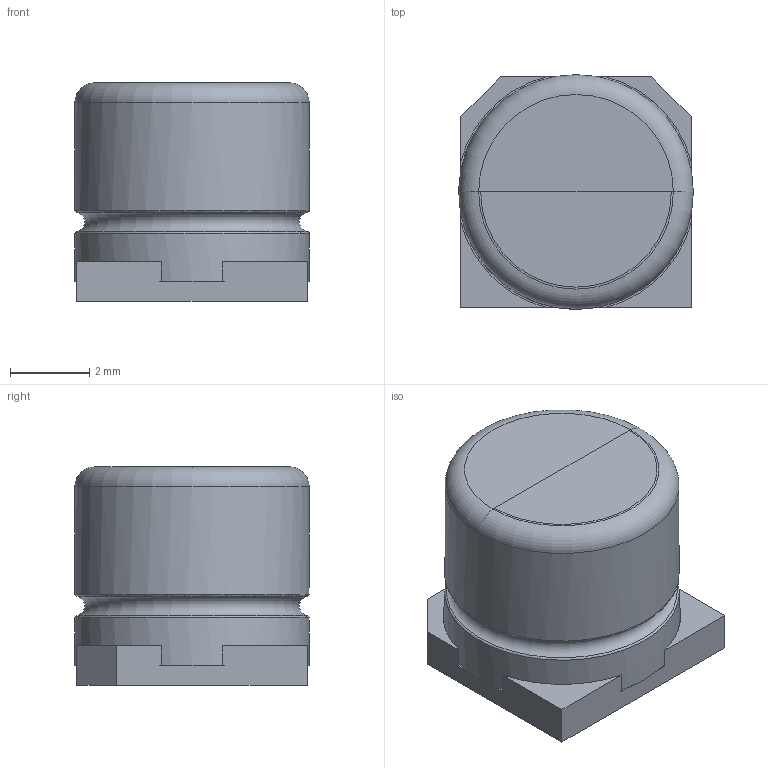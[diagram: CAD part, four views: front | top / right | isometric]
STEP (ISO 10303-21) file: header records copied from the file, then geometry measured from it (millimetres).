
FILE_DESCRIPTION(('FreeCAD Model'),'2;1');
FILE_NAME('Open CASCADE Shape Model','2022-07-28T21:24:46',( 'kicad StepUp'),('ksu MCAD'),'Open CASCADE STEP processor 7.5', 'FreeCAD','Unknown');
FILE_SCHEMA(('AUTOMOTIVE_DESIGN { 1 0 10303 214 1 1 1 1 }'));
Length unit declared in the file: millimetre
Products named in the file (3): SMD_Electrolytic_Capacitor_D5.00mm; Body; Cylinder
Assembly tree (2 placements, depth 2):
  SMD_Electrolytic_Capacitor_D5.00mm
    Body
    Cylinder
Bounding box: 5.9 x 5.9 x 5.51 mm (x, y, z)
Surface area: 310.9 mm2
Topology: 2 solids, 2 shells, 34 faces, 80 edges, 50 vertices
Faces by surface type: plane 20, cylinder 9, torus 3, bspline 2
Full cylindrical faces by diameter (mm): 5.9 x2
Entity records: 1146 total; most frequent: CARTESIAN_POINT 305, DIRECTION 167, ORIENTED_EDGE 160, EDGE_CURVE 80, AXIS2_PLACEMENT_3D 58, LINE 51, VECTOR 51, VERTEX_POINT 50
